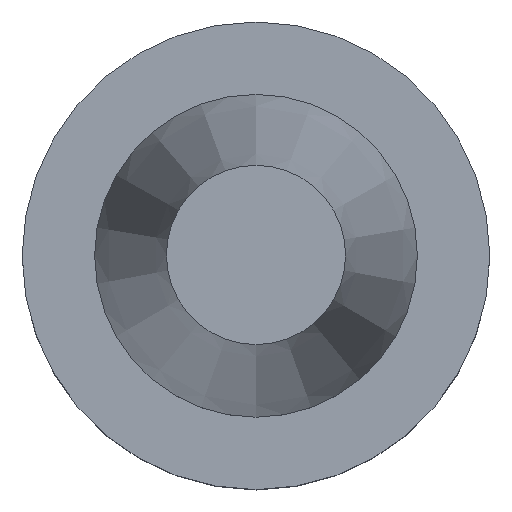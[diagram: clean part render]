
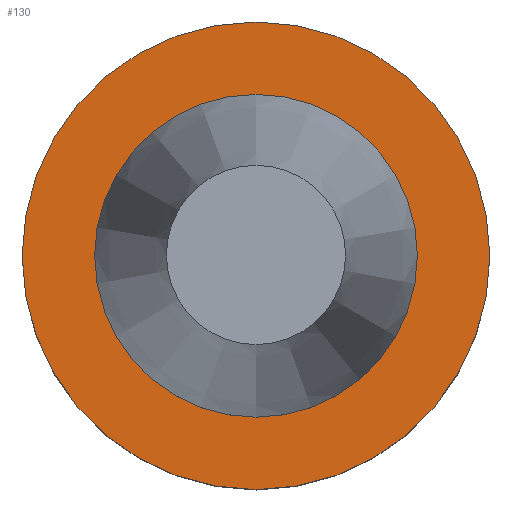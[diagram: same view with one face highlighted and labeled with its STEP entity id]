
A CAD part, top view. The second image highlights one B-rep face of the part: STEP entity #130.
In plain terms, the highlighted planar face has unit normal (0, 0, 1).
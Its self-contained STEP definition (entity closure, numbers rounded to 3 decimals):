
#122=EDGE_CURVE('Unnamed[1]',#274,#274,#275,.T.);
#130=ADVANCED_FACE('Unnamed[1]',(#286,#287),#288,.T.);
#163=EDGE_CURVE('Unnamed[1]',#338,#338,#339,.T.);
#274=VERTEX_POINT('',#467);
#275=CIRCLE('',#468,15.875);
#286=FACE_OUTER_BOUND('',#482,.T.);
#287=FACE_BOUND('',#483,.T.);
#288=PLANE('',#484);
#338=VERTEX_POINT('',#547);
#339=CIRCLE('',#548,23.0);
#467=CARTESIAN_POINT('',(0.,15.875,-1.));
#468=AXIS2_PLACEMENT_3D('',#661,#662,#663);
#482=EDGE_LOOP('',(#674));
#483=EDGE_LOOP('',(#675));
#484=AXIS2_PLACEMENT_3D('',#676,#677,#678);
#547=CARTESIAN_POINT('',(0.,23.0,-1.));
#548=AXIS2_PLACEMENT_3D('',#734,#735,#736);
#661=CARTESIAN_POINT('',(0.,0.,-1.0));
#662=DIRECTION('',(0.,0.,-1.0));
#663=DIRECTION('',(0.,1.0,0.));
#674=ORIENTED_EDGE('',*,*,#163,.F.);
#675=ORIENTED_EDGE('',*,*,#122,.T.);
#676=CARTESIAN_POINT('',(0.,19.438,-1.));
#677=DIRECTION('',(0.,0.,1.0));
#678=DIRECTION('',(0.,-1.0,0.));
#734=CARTESIAN_POINT('',(0.,0.,-1.0));
#735=DIRECTION('',(0.,0.,-1.0));
#736=DIRECTION('',(0.,1.0,0.));
